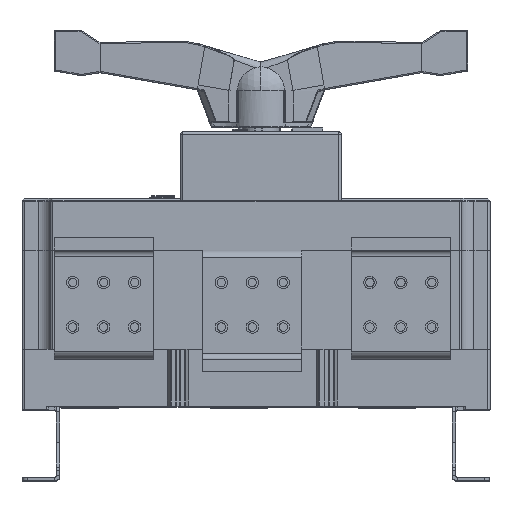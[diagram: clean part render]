
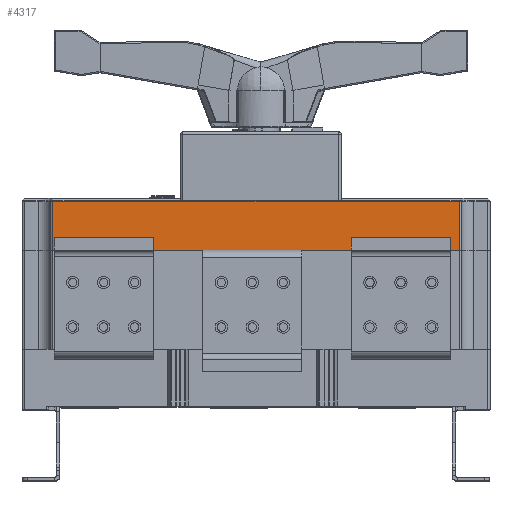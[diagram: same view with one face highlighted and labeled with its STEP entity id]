
A CAD part, top view. The second image highlights one B-rep face of the part: STEP entity #4317.
In plain terms, the highlighted planar face has unit normal (0, 0, 1).
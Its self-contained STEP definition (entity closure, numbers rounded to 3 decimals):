
#3527 = CARTESIAN_POINT ( 'NONE',  ( -164., 166.086, 100. ) ) ;
#3732 = ORIENTED_EDGE ( 'NONE', *, *, #121352, .T. ) ;
#4317 = ADVANCED_FACE ( 'NONE', ( #14801 ), #69178, .F. ) ;
#4528 = DIRECTION ( 'NONE',  ( 0., 0., -1. ) ) ;
#5002 = EDGE_CURVE ( 'NONE', #142189, #146040, #100807, .T. ) ;
#9785 = CARTESIAN_POINT ( 'NONE',  ( 164., 126.5, 100. ) ) ;
#10240 = CARTESIAN_POINT ( 'NONE',  ( 164., 126.5, 100. ) ) ;
#14801 = FACE_OUTER_BOUND ( 'NONE', #80324, .T. ) ;
#16313 = LINE ( 'NONE', #3527, #123410 ) ;
#16480 = DIRECTION ( 'NONE',  ( 0., -1., 0. ) ) ;
#33201 = LINE ( 'NONE', #10240, #107014 ) ;
#46266 = CARTESIAN_POINT ( 'NONE',  ( 164., 126.5, 100. ) ) ;
#59860 = AXIS2_PLACEMENT_3D ( 'NONE', #147418, #4528, #16480 ) ;
#60071 = VERTEX_POINT ( 'NONE', #116863 ) ;
#65332 = VECTOR ( 'NONE', #165378, 1000. ) ;
#65905 = ORIENTED_EDGE ( 'NONE', *, *, #134282, .T. ) ;
#68758 = CARTESIAN_POINT ( 'NONE',  ( 164., 166.086, 100. ) ) ;
#69178 = PLANE ( 'NONE',  #59860 ) ;
#80324 = EDGE_LOOP ( 'NONE', ( #3732, #65905, #144612, #81759 ) ) ;
#81759 = ORIENTED_EDGE ( 'NONE', *, *, #5002, .T. ) ;
#90402 = EDGE_CURVE ( 'NONE', #142189, #137583, #33201, .T. ) ;
#94302 = DIRECTION ( 'NONE',  ( -1., 0., 0. ) ) ;
#100807 = LINE ( 'NONE', #9785, #65332 ) ;
#107014 = VECTOR ( 'NONE', #137006, 1000. ) ;
#116863 = CARTESIAN_POINT ( 'NONE',  ( -164., 166.086, 100. ) ) ;
#121352 = EDGE_CURVE ( 'NONE', #146040, #60071, #147008, .T. ) ;
#123410 = VECTOR ( 'NONE', #159986, 1000. ) ;
#133576 = CARTESIAN_POINT ( 'NONE',  ( 164., 166.086, 100. ) ) ;
#134282 = EDGE_CURVE ( 'NONE', #60071, #137583, #16313, .T. ) ;
#137006 = DIRECTION ( 'NONE',  ( -1., 0., 0. ) ) ;
#137583 = VERTEX_POINT ( 'NONE', #141854 ) ;
#140314 = VECTOR ( 'NONE', #94302, 1000. ) ;
#141854 = CARTESIAN_POINT ( 'NONE',  ( -164., 126.5, 100. ) ) ;
#142189 = VERTEX_POINT ( 'NONE', #46266 ) ;
#144612 = ORIENTED_EDGE ( 'NONE', *, *, #90402, .F. ) ;
#146040 = VERTEX_POINT ( 'NONE', #133576 ) ;
#147008 = LINE ( 'NONE', #68758, #140314 ) ;
#147418 = CARTESIAN_POINT ( 'NONE',  ( 166., 166.5, 100. ) ) ;
#159986 = DIRECTION ( 'NONE',  ( 0., -1., 0. ) ) ;
#165378 = DIRECTION ( 'NONE',  ( 0., 1., 0. ) ) ;
